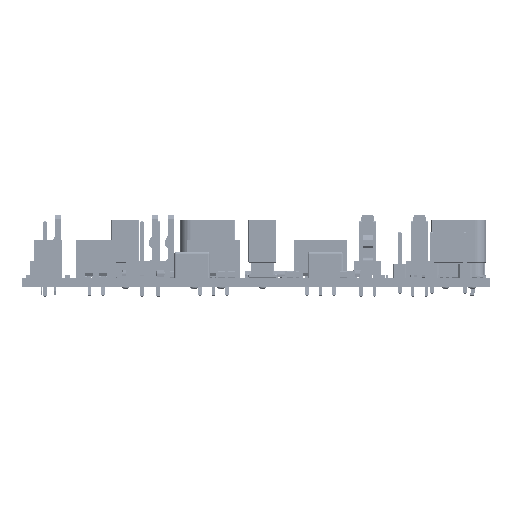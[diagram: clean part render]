
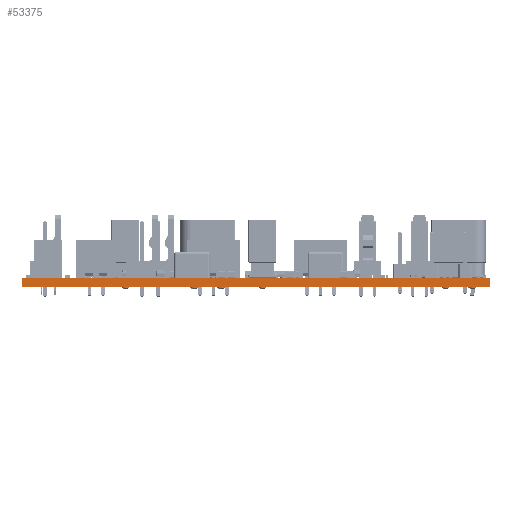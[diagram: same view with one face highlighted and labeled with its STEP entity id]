
A CAD part, front view. The second image highlights one B-rep face of the part: STEP entity #53375.
In plain terms, the highlighted planar face has unit normal (0, -1, 0).
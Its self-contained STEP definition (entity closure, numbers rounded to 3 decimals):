
#53375 = ADVANCED_FACE('',(#53376),#53410,.T.);
#53376 = FACE_BOUND('',#53377,.T.);
#53377 = EDGE_LOOP('',(#53378,#53388,#53396,#53404));
#53378 = ORIENTED_EDGE('',*,*,#53379,.T.);
#53379 = EDGE_CURVE('',#53380,#53382,#53384,.T.);
#53380 = VERTEX_POINT('',#53381);
#53381 = CARTESIAN_POINT('',(43.5,-42.5,0.));
#53382 = VERTEX_POINT('',#53383);
#53383 = CARTESIAN_POINT('',(43.5,-42.5,1.6));
#53384 = LINE('',#53385,#53386);
#53385 = CARTESIAN_POINT('',(43.5,-42.5,0.));
#53386 = VECTOR('',#53387,1.);
#53387 = DIRECTION('',(0.,0.,1.));
#53388 = ORIENTED_EDGE('',*,*,#53389,.T.);
#53389 = EDGE_CURVE('',#53382,#53390,#53392,.T.);
#53390 = VERTEX_POINT('',#53391);
#53391 = CARTESIAN_POINT('',(-43.5,-42.5,1.6));
#53392 = LINE('',#53393,#53394);
#53393 = CARTESIAN_POINT('',(43.5,-42.5,1.6));
#53394 = VECTOR('',#53395,1.);
#53395 = DIRECTION('',(-1.,0.,0.));
#53396 = ORIENTED_EDGE('',*,*,#53397,.F.);
#53397 = EDGE_CURVE('',#53398,#53390,#53400,.T.);
#53398 = VERTEX_POINT('',#53399);
#53399 = CARTESIAN_POINT('',(-43.5,-42.5,0.));
#53400 = LINE('',#53401,#53402);
#53401 = CARTESIAN_POINT('',(-43.5,-42.5,0.));
#53402 = VECTOR('',#53403,1.);
#53403 = DIRECTION('',(0.,0.,1.));
#53404 = ORIENTED_EDGE('',*,*,#53405,.F.);
#53405 = EDGE_CURVE('',#53380,#53398,#53406,.T.);
#53406 = LINE('',#53407,#53408);
#53407 = CARTESIAN_POINT('',(43.5,-42.5,0.));
#53408 = VECTOR('',#53409,1.);
#53409 = DIRECTION('',(-1.,0.,0.));
#53410 = PLANE('',#53411);
#53411 = AXIS2_PLACEMENT_3D('',#53412,#53413,#53414);
#53412 = CARTESIAN_POINT('',(43.5,-42.5,0.));
#53413 = DIRECTION('',(0.,-1.,0.));
#53414 = DIRECTION('',(-1.,0.,0.));
